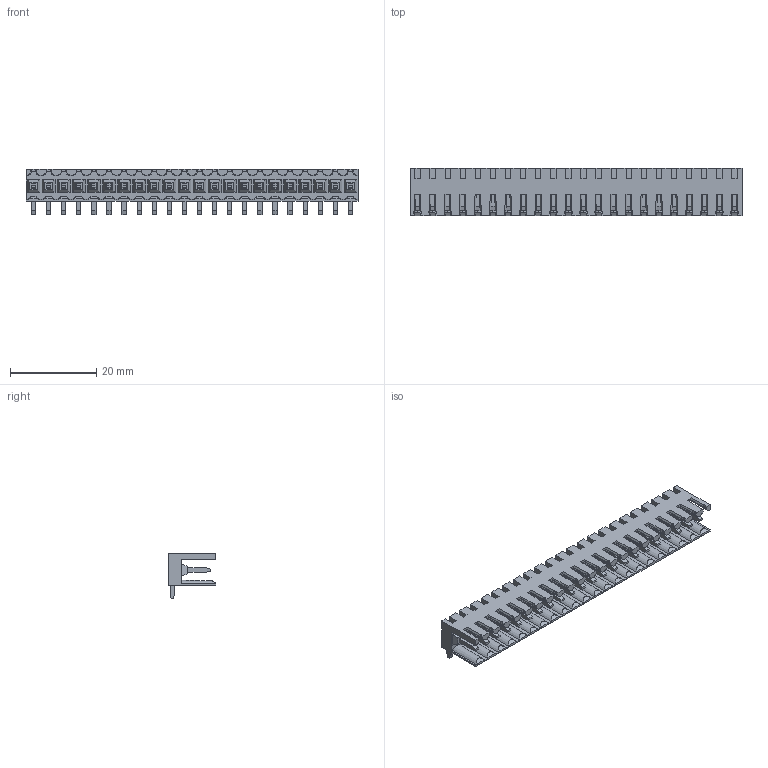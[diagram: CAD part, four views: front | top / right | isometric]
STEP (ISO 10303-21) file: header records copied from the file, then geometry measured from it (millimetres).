
FILE_DESCRIPTION(('CATIA V5 STEP Exchange','CAx-IF Rec.Pracs.--- Model Styling and Organization---1.2---2011-12-15'),'2;1');
FILE_NAME ('D1453606_0_1619040000_1619040000.stp','2018-10-10T04:43:55+00:00',('none'),('Weidmueller'),'CATIA Version 5-6 Release 2014','CATIA V5 STEP AP214','none');
FILE_SCHEMA(('AUTOMOTIVE_DESIGN { 1 0 10303 214 1 1 1 1 }'));
Length unit declared in the file: millimetre
Products named in the file (1): 1619040000
Bounding box: 77 x 11.05 x 10.65 mm (x, y, z)
Volume: 2781.8 mm3; surface area: 6602 mm2
Topology: 23 solids, 23 shells, 1352 faces, 3996 edges, 2690 vertices
Faces by surface type: plane 1110, cylinder 176, cone 66
Entity records: 41708 total; most frequent: CARTESIAN_POINT 9458, ORIENTED_EDGE 7992, DIRECTION 4665, EDGE_CURVE 3996, VECTOR 2797, LINE 2797, VERTEX_POINT 2690, EDGE_LOOP 1396
